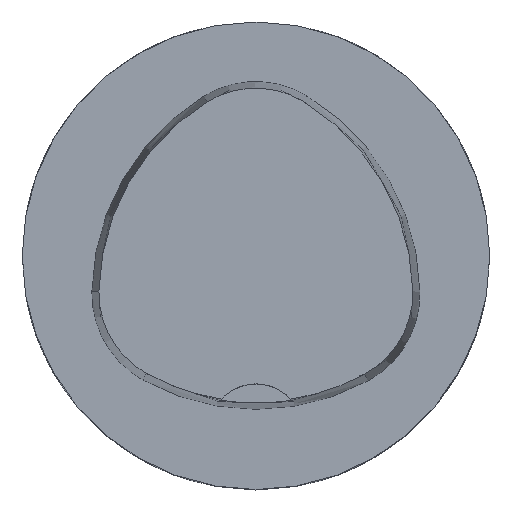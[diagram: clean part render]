
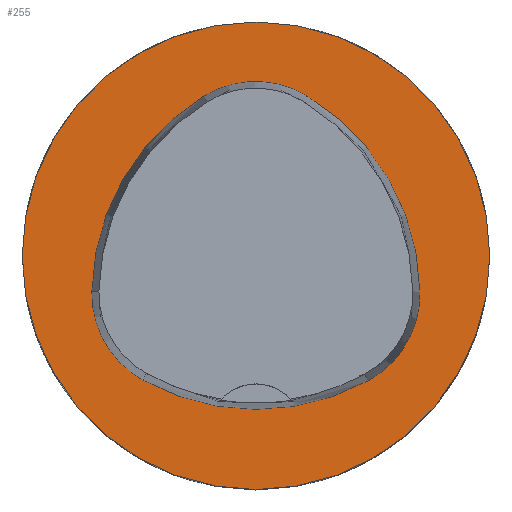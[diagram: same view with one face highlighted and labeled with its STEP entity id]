
A CAD part, top view. The second image highlights one B-rep face of the part: STEP entity #255.
In plain terms, the highlighted planar face has unit normal (0, 0, 1).
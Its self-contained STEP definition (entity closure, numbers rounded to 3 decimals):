
#218=FACE_BOUND('',#361,.T.);
#219=FACE_BOUND('',#362,.T.);
#255=ADVANCED_FACE('',(#218,#219),#277,.T.);
#277=PLANE('',#828);
#361=EDGE_LOOP('',(#460,#461,#462,#463,#464,#465));
#362=EDGE_LOOP('',(#466));
#460=ORIENTED_EDGE('',*,*,#619,.T.);
#461=ORIENTED_EDGE('',*,*,#599,.T.);
#462=ORIENTED_EDGE('',*,*,#603,.T.);
#463=ORIENTED_EDGE('',*,*,#606,.T.);
#464=ORIENTED_EDGE('',*,*,#609,.T.);
#465=ORIENTED_EDGE('',*,*,#617,.T.);
#466=ORIENTED_EDGE('',*,*,#622,.F.);
#544=VERTEX_POINT('',#1155);
#545=VERTEX_POINT('',#1156);
#548=VERTEX_POINT('',#1164);
#550=VERTEX_POINT('',#1170);
#552=VERTEX_POINT('',#1176);
#559=VERTEX_POINT('',#1197);
#560=VERTEX_POINT('',#1207);
#599=EDGE_CURVE('',#544,#545,#669,.T.);
#603=EDGE_CURVE('',#545,#548,#671,.T.);
#606=EDGE_CURVE('',#548,#550,#673,.T.);
#609=EDGE_CURVE('',#550,#552,#675,.T.);
#617=EDGE_CURVE('',#552,#559,#679,.T.);
#619=EDGE_CURVE('',#559,#544,#681,.T.);
#622=EDGE_CURVE('',#560,#560,#684,.T.);
#669=CIRCLE('',#805,20.);
#671=CIRCLE('',#808,8.5);
#673=CIRCLE('',#811,20.);
#675=CIRCLE('',#814,8.5);
#679=CIRCLE('',#819,20.);
#681=CIRCLE('',#822,8.5);
#684=CIRCLE('',#827,20.);
#805=AXIS2_PLACEMENT_3D('',#1154,#953,#954);
#808=AXIS2_PLACEMENT_3D('',#1163,#961,#962);
#811=AXIS2_PLACEMENT_3D('',#1169,#968,#969);
#814=AXIS2_PLACEMENT_3D('',#1175,#975,#976);
#819=AXIS2_PLACEMENT_3D('',#1198,#987,#988);
#822=AXIS2_PLACEMENT_3D('',#1201,#993,#994);
#827=AXIS2_PLACEMENT_3D('',#1206,#1003,#1004);
#828=AXIS2_PLACEMENT_3D('',#1208,#1005,#1006);
#953=DIRECTION('',(0.,0.,-1.));
#954=DIRECTION('',(-1.,0.,0.));
#961=DIRECTION('',(0.,0.,-1.));
#962=DIRECTION('',(-1.,0.,0.));
#968=DIRECTION('',(0.,0.,-1.));
#969=DIRECTION('',(-1.,0.,0.));
#975=DIRECTION('',(0.,0.,-1.));
#976=DIRECTION('',(-1.,0.,0.));
#987=DIRECTION('',(0.,0.,-1.));
#988=DIRECTION('',(-1.,0.,0.));
#993=DIRECTION('',(0.,0.,-1.));
#994=DIRECTION('',(-1.,0.,0.));
#1003=DIRECTION('',(0.,0.,-1.));
#1004=DIRECTION('',(-1.,0.,0.));
#1005=DIRECTION('',(0.,0.,1.));
#1006=DIRECTION('',(1.,0.,0.));
#1154=CARTESIAN_POINT('',(5.955,-3.414,0.));
#1155=CARTESIAN_POINT('',(-14.041,-3.042,0.));
#1156=CARTESIAN_POINT('',(-4.472,13.653,0.));
#1163=CARTESIAN_POINT('',(-0.04,6.4,0.));
#1164=CARTESIAN_POINT('',(4.347,13.68,0.));
#1169=CARTESIAN_POINT('',(-5.976,-3.45,0.));
#1170=CARTESIAN_POINT('',(14.021,-3.075,0.));
#1175=CARTESIAN_POINT('',(5.522,-3.235,0.));
#1176=CARTESIAN_POINT('',(9.588,-10.699,0.));
#1197=CARTESIAN_POINT('',(-9.655,-10.639,0.));
#1198=CARTESIAN_POINT('',(0.022,6.864,0.));
#1201=CARTESIAN_POINT('',(-5.543,-3.2,0.));
#1206=CARTESIAN_POINT('',(0.,0.,0.));
#1207=CARTESIAN_POINT('',(-20.,0.,0.));
#1208=CARTESIAN_POINT('',(0.,0.,0.));
